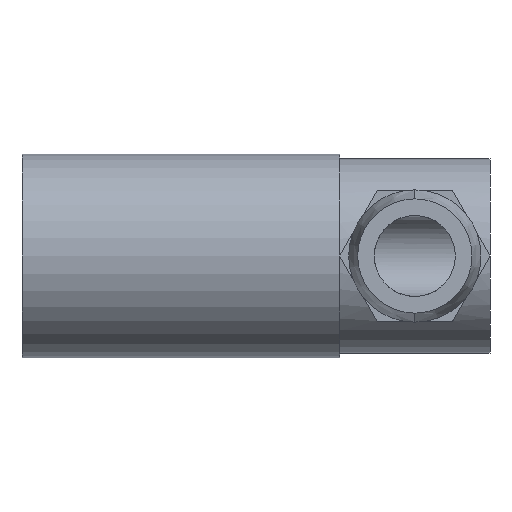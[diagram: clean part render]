
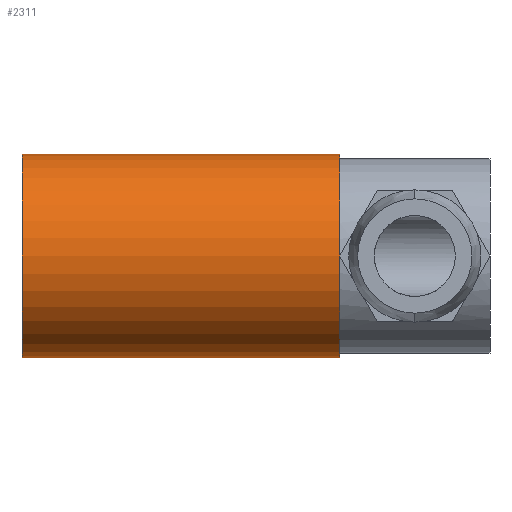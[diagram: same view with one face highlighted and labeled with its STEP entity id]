
A CAD part, front view. The second image highlights one B-rep face of the part: STEP entity #2311.
In plain terms, the highlighted cylindrical face has radius 11.3 mm (diameter 22.6 mm), a partial arc.
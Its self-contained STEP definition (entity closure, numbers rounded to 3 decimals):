
#38 = VERTEX_POINT ( 'NONE', #7096 ) ;
#415 = DIRECTION ( 'NONE',  ( 0., 0., 1. ) ) ;
#739 = AXIS2_PLACEMENT_3D ( 'NONE', #5704, #2458, #415 ) ;
#751 = EDGE_CURVE ( 'NONE', #38, #1044, #7124, .T. ) ;
#880 = CIRCLE ( 'NONE', #739, 11.3 ) ;
#1044 = VERTEX_POINT ( 'NONE', #3510 ) ;
#1058 = CYLINDRICAL_SURFACE ( 'NONE', #6583, 11.3 ) ;
#1735 = EDGE_CURVE ( 'NONE', #38, #7137, #3226, .T. ) ;
#1781 = DIRECTION ( 'NONE',  ( -1., 0., 0. ) ) ;
#1947 = ORIENTED_EDGE ( 'NONE', *, *, #751, .T. ) ;
#2044 = CARTESIAN_POINT ( 'NONE',  ( 0., 0., -11.3 ) ) ;
#2285 = ORIENTED_EDGE ( 'NONE', *, *, #1735, .F. ) ;
#2298 = CARTESIAN_POINT ( 'NONE',  ( 0., 0., 0. ) ) ;
#2311 = ADVANCED_FACE ( 'NONE', ( #6909 ), #1058, .T. ) ;
#2458 = DIRECTION ( 'NONE',  ( -1., 0., 0. ) ) ;
#2580 = CARTESIAN_POINT ( 'NONE',  ( 35.3, 0., 0. ) ) ;
#2632 = VECTOR ( 'NONE', #8435, 1000. ) ;
#3085 = ORIENTED_EDGE ( 'NONE', *, *, #4398, .F. ) ;
#3226 = LINE ( 'NONE', #5826, #2632 ) ;
#3510 = CARTESIAN_POINT ( 'NONE',  ( 35.3, 0., 11.3 ) ) ;
#3544 = CARTESIAN_POINT ( 'NONE',  ( 0., 0., 11.3 ) ) ;
#4380 = VERTEX_POINT ( 'NONE', #5928 ) ;
#4398 = EDGE_CURVE ( 'NONE', #7137, #4380, #880, .T. ) ;
#4549 = DIRECTION ( 'NONE',  ( 0., 0., 1. ) ) ;
#4660 = EDGE_CURVE ( 'NONE', #1044, #4380, #6793, .T. ) ;
#4678 = AXIS2_PLACEMENT_3D ( 'NONE', #2580, #7975, #4549 ) ;
#5508 = VECTOR ( 'NONE', #6148, 1000. ) ;
#5703 = DIRECTION ( 'NONE',  ( 0., 0., 1. ) ) ;
#5704 = CARTESIAN_POINT ( 'NONE',  ( 0., 0., 0. ) ) ;
#5826 = CARTESIAN_POINT ( 'NONE',  ( 0., 0., -11.3 ) ) ;
#5928 = CARTESIAN_POINT ( 'NONE',  ( 0., 0., 11.3 ) ) ;
#6148 = DIRECTION ( 'NONE',  ( -1., 0., 0. ) ) ;
#6583 = AXIS2_PLACEMENT_3D ( 'NONE', #2298, #1781, #5703 ) ;
#6793 = LINE ( 'NONE', #3544, #5508 ) ;
#6909 = FACE_OUTER_BOUND ( 'NONE', #7395, .T. ) ;
#7096 = CARTESIAN_POINT ( 'NONE',  ( 35.3, 0., -11.3 ) ) ;
#7124 = CIRCLE ( 'NONE', #4678, 11.3 ) ;
#7137 = VERTEX_POINT ( 'NONE', #2044 ) ;
#7395 = EDGE_LOOP ( 'NONE', ( #2285, #1947, #7538, #3085 ) ) ;
#7538 = ORIENTED_EDGE ( 'NONE', *, *, #4660, .T. ) ;
#7975 = DIRECTION ( 'NONE',  ( -1., 0., 0. ) ) ;
#8435 = DIRECTION ( 'NONE',  ( -1., 0., 0. ) ) ;
